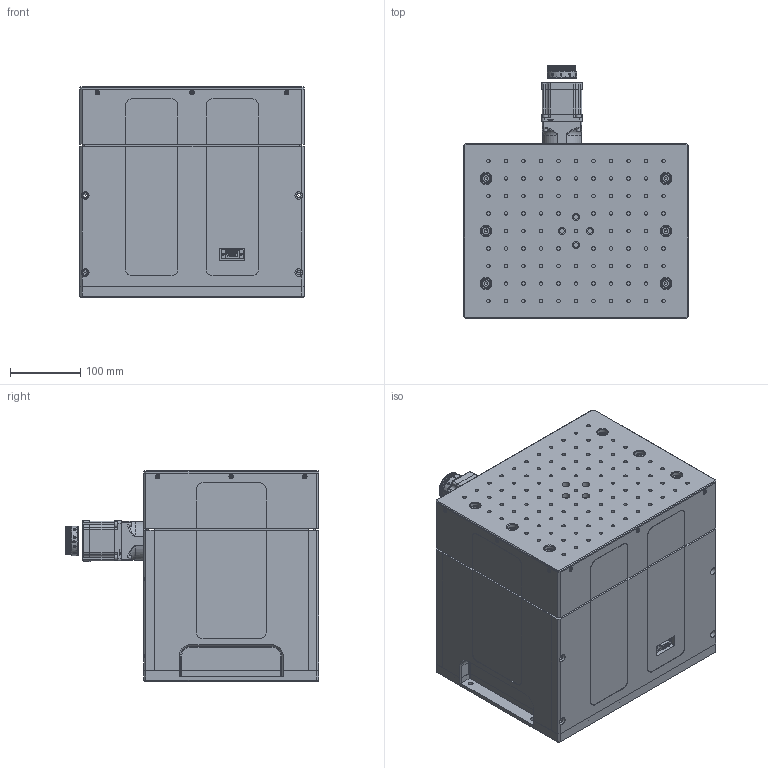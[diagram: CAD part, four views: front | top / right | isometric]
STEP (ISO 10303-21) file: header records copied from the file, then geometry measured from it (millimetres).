
FILE_DESCRIPTION (( 'STEP AP214' ), '1' );
FILE_NAME ('µç¶¯ÖØÔØÉý½µÌ¨ SSJF250H150D.STEP', '2021-07-12T09:46:51', ( '' ), ( '' ), 'SwSTEP 2.0', 'SolidWorks 2018', '' );
FILE_SCHEMA (( 'AUTOMOTIVE_DESIGN' ));
Length unit declared in the file: millimetre
Products named in the file (1): 萇雄笭婥汔蔥怢 SSJF250H150D
Bounding box: 320 x 362 x 300 mm (x, y, z)
Surface area: 735542.7 mm2 (no closed solid volume)
Topology: 0 solids, 146 shells, 1342 faces, 5528 edges, 4139 vertices
Faces by surface type: plane 664, cylinder 390, bspline 118, cone 104, torus 66
Full cylindrical faces by diameter (mm): 1.6 x8, 2.05 x2, 3 x2, 3.3 x1, 5 x93, 5.2 x12, 6.5 x4, 6.6 x2, 8.5 x4, 11 x24, 13 x1, 15 x18, 42 x1
Entity records: 77901 total; most frequent: CARTESIAN_POINT 20719, DIRECTION 8226, ORIENTED_EDGE 7442, EDGE_CURVE 5218, VERTEX_POINT 4095, LINE 2978, VECTOR 2978, AXIS2_PLACEMENT_3D 2624
